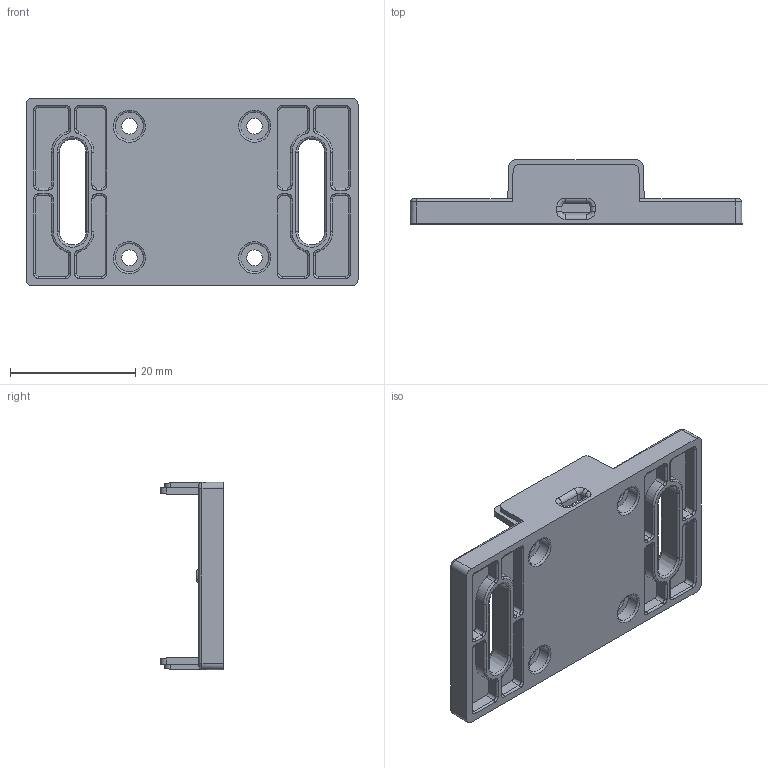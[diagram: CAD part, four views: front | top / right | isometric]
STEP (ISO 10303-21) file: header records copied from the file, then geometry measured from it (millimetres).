
FILE_DESCRIPTION(/* description */ (''),/* implementation_level */ '2;1');
FILE_NAME(/* name */ 'Bottom.ipt.step',/* time_stamp */ '2020-04-16T23:16:06-04:00',/* author */ ('Jordan'),/* organization */ (''),/* preprocessor_version */ 'ST-DEVELOPER v17',/* originating_system */ 'Autodesk Inventor 2019',/* authorisation */ '');
FILE_SCHEMA (('AUTOMOTIVE_DESIGN { 1 0 10303 214 3 1 1 }'));
Length unit declared in the file: inch
Products named in the file (1): Bottom
Bounding box: 53 x 10.2 x 30 mm (x, y, z)
Volume: 3931.4 mm3; surface area: 5482.1 mm2
Topology: 1 solids, 1 shells, 358 faces, 921 edges, 582 vertices
Faces by surface type: plane 140, cylinder 140, torus 62, bspline 12, cone 4
Full cylindrical faces by diameter (mm): 2 x2, 2.5 x4, 4.5 x4
Entity records: 14124 total; most frequent: CARTESIAN_POINT 5250, DIRECTION 1891, ORIENTED_EDGE 1842, EDGE_CURVE 921, AXIS2_PLACEMENT_3D 701, VERTEX_POINT 582, LINE 489, VECTOR 489
